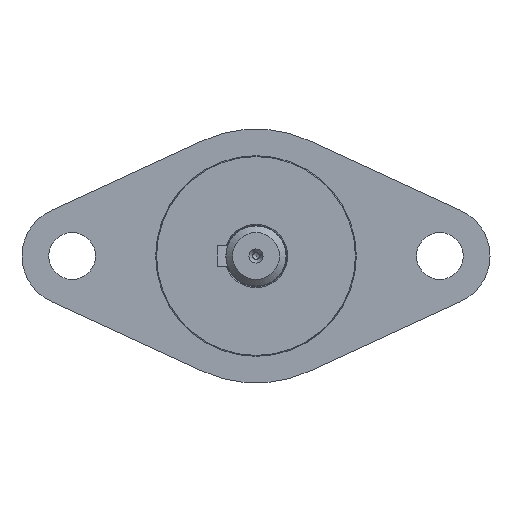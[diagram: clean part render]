
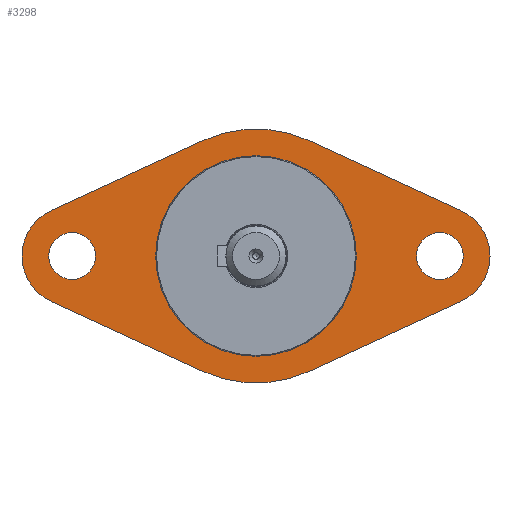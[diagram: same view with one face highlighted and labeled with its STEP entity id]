
A CAD part, left-side view. The second image highlights one B-rep face of the part: STEP entity #3298.
In plain terms, the highlighted planar face has unit normal (-1, 0, 0).
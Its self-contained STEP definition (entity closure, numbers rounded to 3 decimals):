
#75=FACE_BOUND('',#623,.T.);
#76=FACE_BOUND('',#624,.T.);
#77=FACE_BOUND('',#625,.T.);
#142=CIRCLE('',#3557,7.5);
#143=CIRCLE('',#3558,19.);
#144=CIRCLE('',#3559,7.5);
#145=CIRCLE('',#3560,19.);
#146=CIRCLE('',#3561,3.5);
#147=CIRCLE('',#3562,3.5);
#148=CIRCLE('',#3563,15.);
#149=CIRCLE('',#3564,15.);
#421=FACE_OUTER_BOUND('',#622,.T.);
#622=EDGE_LOOP('',(#2490,#2491,#2492,#2493,#2494,#2495,#2496,#2497));
#623=EDGE_LOOP('',(#2498));
#624=EDGE_LOOP('',(#2499));
#625=EDGE_LOOP('',(#2500,#2501));
#926=LINE('',#5418,#1175);
#927=LINE('',#5422,#1176);
#928=LINE('',#5426,#1177);
#929=LINE('',#5429,#1178);
#1175=VECTOR('',#4243,10.);
#1176=VECTOR('',#4246,10.);
#1177=VECTOR('',#4249,10.);
#1178=VECTOR('',#4252,10.);
#1426=VERTEX_POINT('',#5414);
#1427=VERTEX_POINT('',#5415);
#1428=VERTEX_POINT('',#5417);
#1429=VERTEX_POINT('',#5419);
#1430=VERTEX_POINT('',#5421);
#1431=VERTEX_POINT('',#5423);
#1432=VERTEX_POINT('',#5425);
#1433=VERTEX_POINT('',#5427);
#1434=VERTEX_POINT('',#5430);
#1435=VERTEX_POINT('',#5432);
#1436=VERTEX_POINT('',#5434);
#1437=VERTEX_POINT('',#5435);
#1807=EDGE_CURVE('',#1426,#1427,#142,.T.);
#1808=EDGE_CURVE('',#1427,#1428,#926,.T.);
#1809=EDGE_CURVE('',#1428,#1429,#143,.T.);
#1810=EDGE_CURVE('',#1429,#1430,#927,.T.);
#1811=EDGE_CURVE('',#1430,#1431,#144,.T.);
#1812=EDGE_CURVE('',#1431,#1432,#928,.T.);
#1813=EDGE_CURVE('',#1432,#1433,#145,.T.);
#1814=EDGE_CURVE('',#1433,#1426,#929,.T.);
#1815=EDGE_CURVE('',#1434,#1434,#146,.T.);
#1816=EDGE_CURVE('',#1435,#1435,#147,.T.);
#1817=EDGE_CURVE('',#1436,#1437,#148,.T.);
#1818=EDGE_CURVE('',#1437,#1436,#149,.T.);
#2490=ORIENTED_EDGE('',*,*,#1807,.T.);
#2491=ORIENTED_EDGE('',*,*,#1808,.T.);
#2492=ORIENTED_EDGE('',*,*,#1809,.T.);
#2493=ORIENTED_EDGE('',*,*,#1810,.T.);
#2494=ORIENTED_EDGE('',*,*,#1811,.T.);
#2495=ORIENTED_EDGE('',*,*,#1812,.T.);
#2496=ORIENTED_EDGE('',*,*,#1813,.T.);
#2497=ORIENTED_EDGE('',*,*,#1814,.T.);
#2498=ORIENTED_EDGE('',*,*,#1815,.T.);
#2499=ORIENTED_EDGE('',*,*,#1816,.T.);
#2500=ORIENTED_EDGE('',*,*,#1817,.T.);
#2501=ORIENTED_EDGE('',*,*,#1818,.T.);
#3004=PLANE('',#3556);
#3298=ADVANCED_FACE('',(#421,#75,#76,#77),#3004,.T.);
#3556=AXIS2_PLACEMENT_3D('',#5413,#4239,#4240);
#3557=AXIS2_PLACEMENT_3D('',#5416,#4241,#4242);
#3558=AXIS2_PLACEMENT_3D('',#5420,#4244,#4245);
#3559=AXIS2_PLACEMENT_3D('',#5424,#4247,#4248);
#3560=AXIS2_PLACEMENT_3D('',#5428,#4250,#4251);
#3561=AXIS2_PLACEMENT_3D('',#5431,#4253,#4254);
#3562=AXIS2_PLACEMENT_3D('',#5433,#4255,#4256);
#3563=AXIS2_PLACEMENT_3D('',#5436,#4257,#4258);
#3564=AXIS2_PLACEMENT_3D('',#5437,#4259,#4260);
#4239=DIRECTION('center_axis',(-1.,0.,0.));
#4240=DIRECTION('ref_axis',(0.,0.,-1.));
#4241=DIRECTION('center_axis',(-1.,0.,0.));
#4242=DIRECTION('ref_axis',(0.,-0.418,0.908));
#4243=DIRECTION('',(0.,0.908,0.418));
#4244=DIRECTION('center_axis',(-1.,0.,0.));
#4245=DIRECTION('ref_axis',(0.,0.418,0.908));
#4246=DIRECTION('',(0.,0.908,-0.418));
#4247=DIRECTION('center_axis',(-1.,0.,0.));
#4248=DIRECTION('ref_axis',(0.,0.418,-0.908));
#4249=DIRECTION('',(0.,-0.908,-0.418));
#4250=DIRECTION('center_axis',(-1.,0.,0.));
#4251=DIRECTION('ref_axis',(0.,-0.418,-0.908));
#4252=DIRECTION('',(0.,-0.908,0.418));
#4253=DIRECTION('center_axis',(1.,0.,0.));
#4254=DIRECTION('ref_axis',(0.,0.,-1.));
#4255=DIRECTION('center_axis',(1.,0.,0.));
#4256=DIRECTION('ref_axis',(0.,0.,-1.));
#4257=DIRECTION('center_axis',(1.,0.,0.));
#4258=DIRECTION('ref_axis',(0.,-1.,0.));
#4259=DIRECTION('center_axis',(1.,0.,0.));
#4260=DIRECTION('ref_axis',(0.,-1.,0.));
#5413=CARTESIAN_POINT('Origin',(-91.9,-25.,0.));
#5414=CARTESIAN_POINT('',(-91.9,-30.636,-6.813));
#5415=CARTESIAN_POINT('',(-91.9,-30.636,6.813));
#5416=CARTESIAN_POINT('Origin',(-91.9,-27.5,0.));
#5417=CARTESIAN_POINT('',(-91.9,-7.945,17.259));
#5418=CARTESIAN_POINT('',(-91.9,-18.26,12.511));
#5419=CARTESIAN_POINT('',(-91.9,7.945,17.259));
#5420=CARTESIAN_POINT('Origin',(-91.9,0.,
0.));
#5421=CARTESIAN_POINT('',(-91.9,30.636,6.813));
#5422=CARTESIAN_POINT('',(-91.9,8.977,16.784));
#5423=CARTESIAN_POINT('',(-91.9,30.636,-6.813));
#5424=CARTESIAN_POINT('Origin',(-91.9,27.5,0.));
#5425=CARTESIAN_POINT('',(-91.9,7.945,-17.259));
#5426=CARTESIAN_POINT('',(-91.9,-2.369,-22.007));
#5427=CARTESIAN_POINT('',(-91.9,-7.945,-17.259));
#5428=CARTESIAN_POINT('Origin',(-91.9,0.,
0.));
#5429=CARTESIAN_POINT('',(-91.9,-29.605,-7.288));
#5430=CARTESIAN_POINT('',(-91.9,27.5,3.5));
#5431=CARTESIAN_POINT('Origin',(-91.9,27.5,0.));
#5432=CARTESIAN_POINT('',(-91.9,-27.5,3.5));
#5433=CARTESIAN_POINT('Origin',(-91.9,-27.5,0.));
#5434=CARTESIAN_POINT('',(-91.9,-15.,0.));
#5435=CARTESIAN_POINT('',(-91.9,15.,0.));
#5436=CARTESIAN_POINT('Origin',(-91.9,0.,
0.));
#5437=CARTESIAN_POINT('Origin',(-91.9,0.,
0.));
